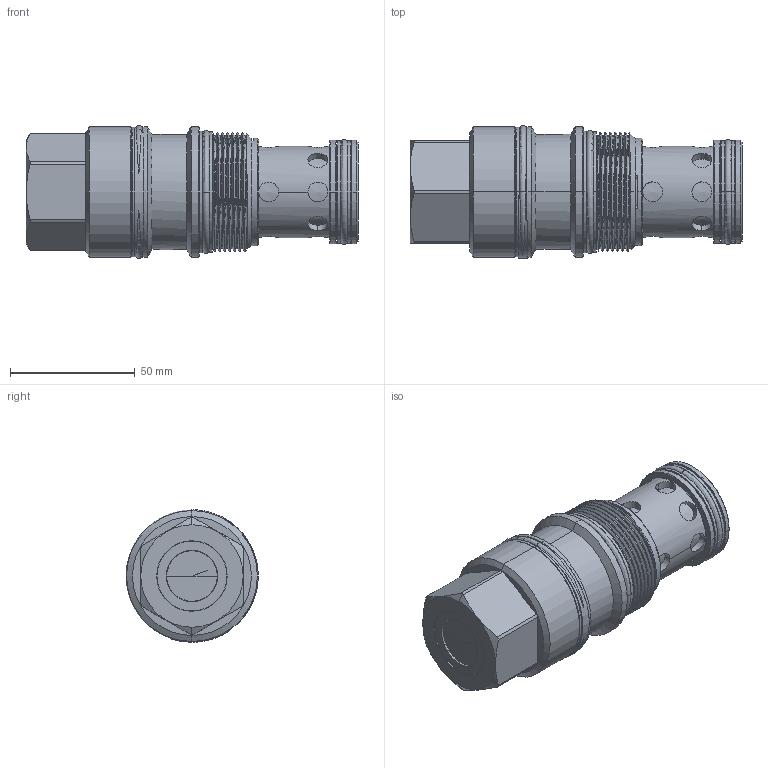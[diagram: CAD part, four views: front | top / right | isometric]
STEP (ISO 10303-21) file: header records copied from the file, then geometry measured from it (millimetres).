
FILE_DESCRIPTION (( 'STEP AP203' ), '1' );
FILE_NAME ('LO19A3A(3B)(3D)-8W.STEP', '2024-05-31T07:32:38', ( '' ), ( '' ), 'SwSTEP 2.0', 'SolidWorks 2018', '' );
FILE_SCHEMA (( 'CONFIG_CONTROL_DESIGN' ));
Length unit declared in the file: millimetre
Products named in the file (1): LO19A3A(3B)(3D)-8W
Bounding box: 132.93 x 53.13 x 53.1 mm (x, y, z)
Volume: 206615 mm3; surface area: 28692.6 mm2
Topology: 1 solids, 2 shells, 212 faces, 499 edges, 314 vertices
Faces by surface type: cylinder 95, cone 66, plane 31, torus 17, bspline 3
Entity records: 10089 total; most frequent: CARTESIAN_POINT 5403, ORIENTED_EDGE 990, DIRECTION 915, EDGE_CURVE 495, AXIS2_PLACEMENT_3D 381, VERTEX_POINT 314, EDGE_LOOP 239, FACE_OUTER_BOUND 212
